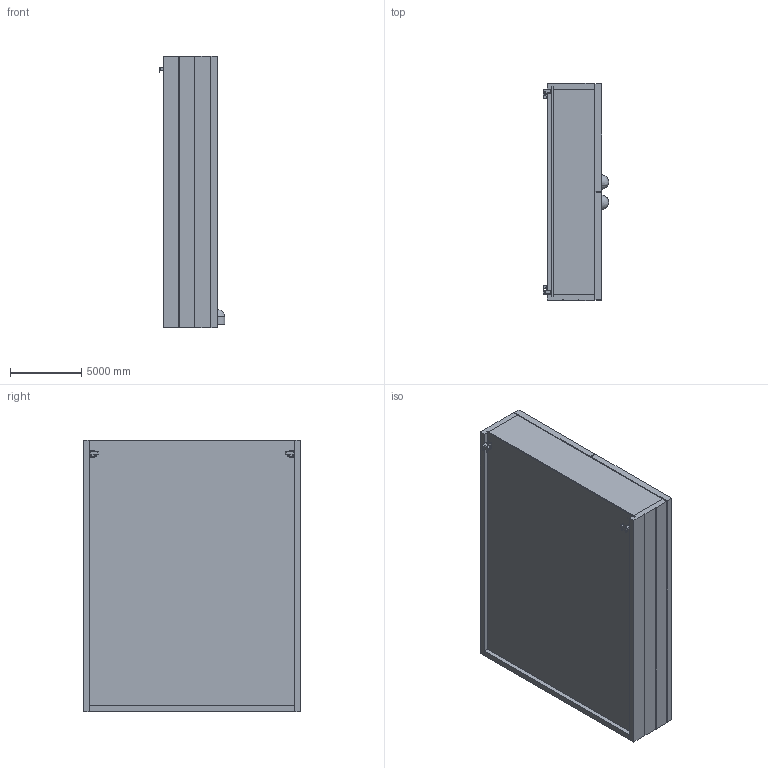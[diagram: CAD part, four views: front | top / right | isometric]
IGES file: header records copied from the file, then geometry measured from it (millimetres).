
Global section: file name: F6W_2; native system: AutoCAD 2016 - English; preprocessor: Autodesk Translation Framework DWG producer (atf_dwg_producer); organization: unknown; date: 20161003.094650; units: inch
Bounding box: 4596.34 x 15240 x 19050 mm (x, y, z)
Volume: 206285858524 mm3; surface area: 1930589968.1 mm2
Topology: 23 solids, 23 shells, 578 faces, 1420 edges, 938 vertices
Faces by surface type: bspline 578
